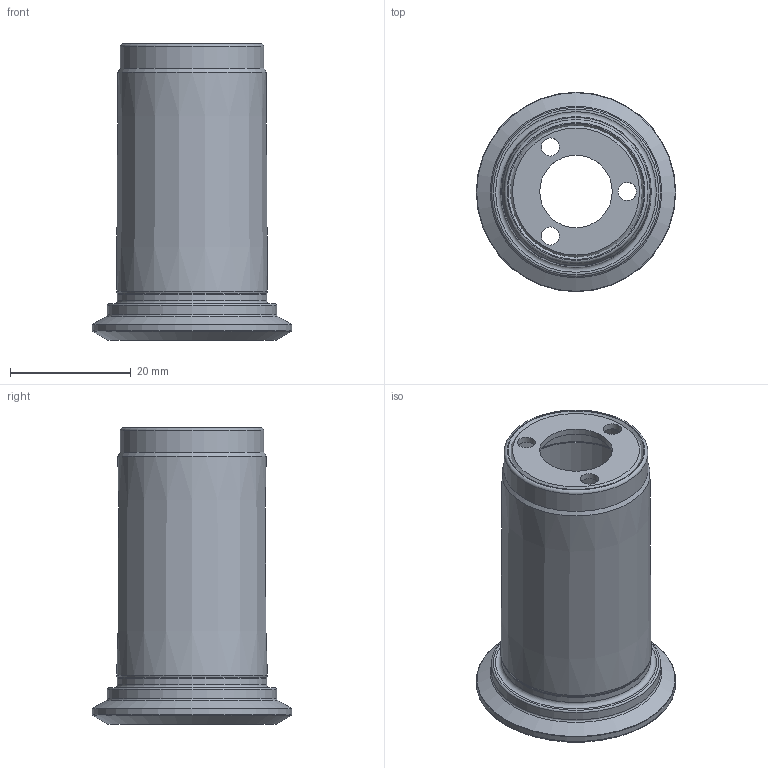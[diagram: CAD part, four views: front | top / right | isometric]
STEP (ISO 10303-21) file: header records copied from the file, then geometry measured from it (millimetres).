
FILE_DESCRIPTION(/* description */ (''),/* implementation_level */ '2;1');
FILE_NAME(/* name */ '172520006.stp',/* time_stamp */ '2021-01-08T12:16:50',/* author */ ('LRA'),/* organization */ ('REGO-FIX'),/* preprocessor_version */ ' Unknown',/* originating_system */ 'SIEMENS PLM Software Solid Edge ST10',/* authorization */ 'Unknown');
FILE_SCHEMA (('AUTOMOTIVE_DESIGN { 1 0 10303 214 2 1 1}'));
Length unit declared in the file: millimetre
Products named in the file (1): NOCUT
Bounding box: 32.98 x 32.98 x 49 mm (x, y, z)
Volume: 9590.5 mm3; surface area: 8975.5 mm2
Topology: 2 solids, 2 shells, 42 faces, 97 edges, 59 vertices
Faces by surface type: cylinder 14, torus 12, cone 9, plane 7
Full cylindrical faces by diameter (mm): 3 x3, 12 x1, 20 x1, 20.2 x1, 21 x1, 21.188 x1, 22 x1, 22.3 x1, 23.8 x1, 24.7 x1, 28 x1, 32.975 x1
Entity records: 1267 total; most frequent: DIRECTION 186, CARTESIAN_POINT 155, ORIENTED_EDGE 100, AXIS2_PLACEMENT_3D 93, EDGE_LOOP 87, FACE_BOUND 87, EDGE_CURVE 50, VERTEX_POINT 47
